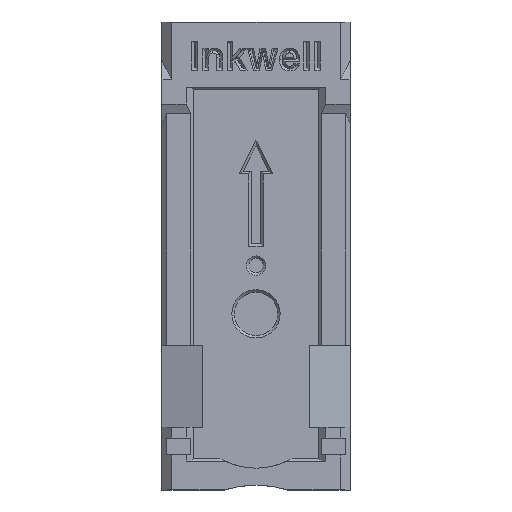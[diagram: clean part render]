
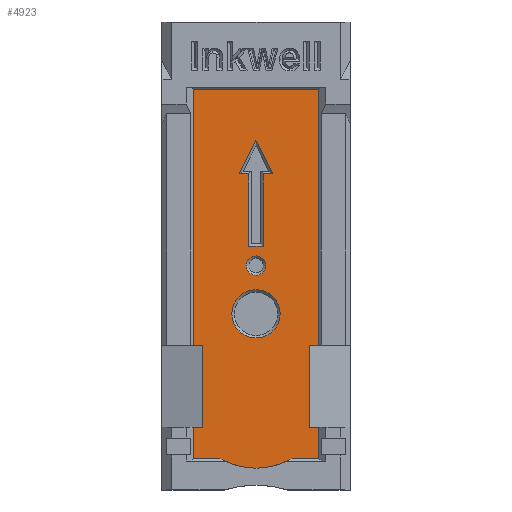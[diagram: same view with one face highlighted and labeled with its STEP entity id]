
A CAD part, top view. The second image highlights one B-rep face of the part: STEP entity #4923.
In plain terms, the highlighted planar face has unit normal (0, 0, 1).
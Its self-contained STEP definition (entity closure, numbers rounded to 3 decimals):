
#93=CIRCLE('',#5182,5.);
#95=CIRCLE('',#5186,2.);
#99=CIRCLE('',#5223,15.);
#140=FACE_BOUND('',#620,.T.);
#141=FACE_BOUND('',#621,.T.);
#142=FACE_BOUND('',#622,.T.);
#320=FACE_OUTER_BOUND('',#619,.T.);
#619=EDGE_LOOP('',(#3523,#3524,#3525,#3526,#3527,#3528,#3529,#3530,#3531,
#3532,#3533,#3534,#3535,#3536));
#620=EDGE_LOOP('',(#3537));
#621=EDGE_LOOP('',(#3538));
#622=EDGE_LOOP('',(#3539,#3540,#3541,#3542,#3543,#3544,#3545));
#985=LINE('',#6939,#1550);
#989=LINE('',#6946,#1554);
#992=LINE('',#6952,#1557);
#993=LINE('',#6955,#1558);
#996=LINE('',#6961,#1561);
#999=LINE('',#6967,#1564);
#1002=LINE('',#6972,#1567);
#1048=LINE('',#7071,#1613);
#1052=LINE('',#7078,#1617);
#1056=LINE('',#7085,#1621);
#1061=LINE('',#7095,#1626);
#1066=LINE('',#7104,#1631);
#1070=LINE('',#7113,#1635);
#1074=LINE('',#7120,#1639);
#1082=LINE('',#7136,#1647);
#1083=LINE('',#7140,#1648);
#1084=LINE('',#7141,#1649);
#1085=LINE('',#7143,#1650);
#1086=LINE('',#7145,#1651);
#1087=LINE('',#7146,#1652);
#1550=VECTOR('',#5600,10.);
#1554=VECTOR('',#5606,10.);
#1557=VECTOR('',#5611,10.);
#1558=VECTOR('',#5614,10.);
#1561=VECTOR('',#5619,10.);
#1564=VECTOR('',#5624,10.);
#1567=VECTOR('',#5629,10.);
#1613=VECTOR('',#5707,10.);
#1617=VECTOR('',#5713,10.);
#1621=VECTOR('',#5719,10.);
#1626=VECTOR('',#5726,10.);
#1631=VECTOR('',#5733,10.);
#1635=VECTOR('',#5739,10.);
#1639=VECTOR('',#5747,10.);
#1647=VECTOR('',#5763,10.);
#1648=VECTOR('',#5766,10.);
#1649=VECTOR('',#5767,10.);
#1650=VECTOR('',#5768,10.);
#1651=VECTOR('',#5769,10.);
#1652=VECTOR('',#5770,10.);
#2124=VERTEX_POINT('',#6919);
#2126=VERTEX_POINT('',#6926);
#2130=VERTEX_POINT('',#6936);
#2131=VERTEX_POINT('',#6938);
#2133=VERTEX_POINT('',#6944);
#2135=VERTEX_POINT('',#6950);
#2136=VERTEX_POINT('',#6954);
#2138=VERTEX_POINT('',#6960);
#2140=VERTEX_POINT('',#6966);
#2177=VERTEX_POINT('',#7068);
#2178=VERTEX_POINT('',#7070);
#2180=VERTEX_POINT('',#7076);
#2182=VERTEX_POINT('',#7083);
#2185=VERTEX_POINT('',#7092);
#2186=VERTEX_POINT('',#7094);
#2189=VERTEX_POINT('',#7102);
#2193=VERTEX_POINT('',#7111);
#2194=VERTEX_POINT('',#7118);
#2198=VERTEX_POINT('',#7135);
#2199=VERTEX_POINT('',#7137);
#2200=VERTEX_POINT('',#7139);
#2201=VERTEX_POINT('',#7142);
#2202=VERTEX_POINT('',#7144);
#2596=EDGE_CURVE('',#2124,#2124,#93,.T.);
#2599=EDGE_CURVE('',#2126,#2126,#95,.T.);
#2604=EDGE_CURVE('',#2131,#2130,#985,.T.);
#2608=EDGE_CURVE('',#2130,#2133,#989,.T.);
#2611=EDGE_CURVE('',#2133,#2135,#992,.T.);
#2612=EDGE_CURVE('',#2135,#2136,#993,.T.);
#2615=EDGE_CURVE('',#2136,#2138,#996,.T.);
#2618=EDGE_CURVE('',#2138,#2140,#999,.T.);
#2621=EDGE_CURVE('',#2140,#2131,#1002,.T.);
#2670=EDGE_CURVE('',#2178,#2177,#1048,.T.);
#2674=EDGE_CURVE('',#2177,#2180,#1052,.T.);
#2678=EDGE_CURVE('',#2180,#2182,#1056,.T.);
#2683=EDGE_CURVE('',#2186,#2185,#1061,.T.);
#2688=EDGE_CURVE('',#2185,#2189,#1066,.T.);
#2692=EDGE_CURVE('',#2189,#2193,#1070,.T.);
#2696=EDGE_CURVE('',#2182,#2194,#1074,.T.);
#2704=EDGE_CURVE('',#2194,#2198,#1082,.T.);
#2705=EDGE_CURVE('',#2199,#2198,#99,.T.);
#2706=EDGE_CURVE('',#2199,#2200,#1083,.T.);
#2707=EDGE_CURVE('',#2200,#2186,#1084,.T.);
#2708=EDGE_CURVE('',#2193,#2201,#1085,.T.);
#2709=EDGE_CURVE('',#2202,#2201,#1086,.T.);
#2710=EDGE_CURVE('',#2202,#2178,#1087,.T.);
#3523=ORIENTED_EDGE('',*,*,#2670,.T.);
#3524=ORIENTED_EDGE('',*,*,#2674,.T.);
#3525=ORIENTED_EDGE('',*,*,#2678,.T.);
#3526=ORIENTED_EDGE('',*,*,#2696,.T.);
#3527=ORIENTED_EDGE('',*,*,#2704,.T.);
#3528=ORIENTED_EDGE('',*,*,#2705,.F.);
#3529=ORIENTED_EDGE('',*,*,#2706,.T.);
#3530=ORIENTED_EDGE('',*,*,#2707,.T.);
#3531=ORIENTED_EDGE('',*,*,#2683,.T.);
#3532=ORIENTED_EDGE('',*,*,#2688,.T.);
#3533=ORIENTED_EDGE('',*,*,#2692,.T.);
#3534=ORIENTED_EDGE('',*,*,#2708,.T.);
#3535=ORIENTED_EDGE('',*,*,#2709,.F.);
#3536=ORIENTED_EDGE('',*,*,#2710,.T.);
#3537=ORIENTED_EDGE('',*,*,#2596,.T.);
#3538=ORIENTED_EDGE('',*,*,#2599,.T.);
#3539=ORIENTED_EDGE('',*,*,#2611,.T.);
#3540=ORIENTED_EDGE('',*,*,#2612,.T.);
#3541=ORIENTED_EDGE('',*,*,#2615,.T.);
#3542=ORIENTED_EDGE('',*,*,#2618,.T.);
#3543=ORIENTED_EDGE('',*,*,#2621,.T.);
#3544=ORIENTED_EDGE('',*,*,#2604,.T.);
#3545=ORIENTED_EDGE('',*,*,#2608,.T.);
#4705=PLANE('',#5222);
#4923=ADVANCED_FACE('',(#320,#140,#141,#142),#4705,.T.);
#5182=AXIS2_PLACEMENT_3D('',#6920,#5580,#5581);
#5186=AXIS2_PLACEMENT_3D('',#6927,#5589,#5590);
#5222=AXIS2_PLACEMENT_3D('',#7134,#5761,#5762);
#5223=AXIS2_PLACEMENT_3D('',#7138,#5764,#5765);
#5580=DIRECTION('center_axis',(0.,0.,-1.));
#5581=DIRECTION('ref_axis',(-1.,0.,0.));
#5589=DIRECTION('center_axis',(0.,0.,-1.));
#5590=DIRECTION('ref_axis',(-1.,0.,0.));
#5600=DIRECTION('',(0.447,-0.894,0.));
#5606=DIRECTION('',(-1.,0.,0.));
#5611=DIRECTION('',(0.,-1.,0.));
#5614=DIRECTION('',(-1.,0.,0.));
#5619=DIRECTION('',(0.,1.,0.));
#5624=DIRECTION('',(-1.,0.,0.));
#5629=DIRECTION('',(0.447,0.894,0.));
#5707=DIRECTION('',(1.,0.,0.));
#5713=DIRECTION('',(0.,-1.,0.));
#5719=DIRECTION('',(-1.,0.,0.));
#5726=DIRECTION('',(-1.,0.,0.));
#5733=DIRECTION('',(0.,1.,0.));
#5739=DIRECTION('',(1.,0.,0.));
#5747=DIRECTION('',(0.,-1.,0.));
#5761=DIRECTION('center_axis',(0.,0.,1.));
#5762=DIRECTION('ref_axis',(-1.,0.,0.));
#5763=DIRECTION('',(1.,0.,0.));
#5764=DIRECTION('center_axis',(0.,0.,-1.));
#5765=DIRECTION('ref_axis',(-1.,0.,0.));
#5766=DIRECTION('',(1.,0.,0.));
#5767=DIRECTION('',(0.,1.,0.));
#5768=DIRECTION('',(0.,1.,0.));
#5769=DIRECTION('',(1.,0.,0.));
#5770=DIRECTION('',(0.,-1.,0.));
#6919=CARTESIAN_POINT('',(5.,-73.497,13.252));
#6920=CARTESIAN_POINT('Origin',(0.,-73.497,
13.252));
#6926=CARTESIAN_POINT('',(2.,-63.497,13.252));
#6927=CARTESIAN_POINT('Origin',(0.,-63.497,
13.252));
#6936=CARTESIAN_POINT('',(3.5,-44.497,13.252));
#6938=CARTESIAN_POINT('',(0.,-37.497,13.252));
#6939=CARTESIAN_POINT('',(13.183,-63.862,13.252));
#6944=CARTESIAN_POINT('',(1.5,-44.497,13.252));
#6946=CARTESIAN_POINT('',(-6.11,-44.497,13.252));
#6950=CARTESIAN_POINT('',(1.5,-59.497,13.252));
#6952=CARTESIAN_POINT('',(1.5,-77.884,13.252));
#6954=CARTESIAN_POINT('',(-1.5,-59.497,13.252));
#6955=CARTESIAN_POINT('',(-7.11,-59.497,13.252));
#6960=CARTESIAN_POINT('',(-1.5,-44.497,13.252));
#6961=CARTESIAN_POINT('',(-1.5,-85.384,13.252));
#6966=CARTESIAN_POINT('',(-3.5,-44.497,13.252));
#6967=CARTESIAN_POINT('',(-8.61,-44.497,13.252));
#6972=CARTESIAN_POINT('',(-18.077,-73.65,13.252));
#7068=CARTESIAN_POINT('',(-11.,-80.,13.252));
#7070=CARTESIAN_POINT('',(-13.,-80.,13.252));
#7071=CARTESIAN_POINT('',(-15.485,-80.,13.252));
#7076=CARTESIAN_POINT('',(-11.,-97.,13.252));
#7078=CARTESIAN_POINT('',(-11.,-95.635,13.252));
#7083=CARTESIAN_POINT('',(-13.,-97.,13.252));
#7085=CARTESIAN_POINT('',(-15.485,-97.,13.252));
#7092=CARTESIAN_POINT('',(11.,-97.,13.252));
#7094=CARTESIAN_POINT('',(13.,-97.,13.252));
#7095=CARTESIAN_POINT('',(-0.235,-97.,13.252));
#7102=CARTESIAN_POINT('',(11.,-80.,13.252));
#7104=CARTESIAN_POINT('',(11.,-95.635,13.252));
#7111=CARTESIAN_POINT('',(13.,-80.,13.252));
#7113=CARTESIAN_POINT('',(-0.235,-80.,13.252));
#7118=CARTESIAN_POINT('',(-13.,-103.5,13.252));
#7120=CARTESIAN_POINT('',(-13.,-27.,13.252));
#7134=CARTESIAN_POINT('Origin',(-15.72,-111.27,13.252));
#7135=CARTESIAN_POINT('',(-7.483,-103.5,13.252));
#7136=CARTESIAN_POINT('',(-13.,-103.5,13.252));
#7137=CARTESIAN_POINT('',(7.483,-103.5,13.252));
#7138=CARTESIAN_POINT('Origin',(0.,-90.5,13.252));
#7139=CARTESIAN_POINT('',(13.,-103.5,13.252));
#7140=CARTESIAN_POINT('',(-13.,-103.5,13.252));
#7141=CARTESIAN_POINT('',(13.,-103.5,13.252));
#7142=CARTESIAN_POINT('',(13.,-27.,13.252));
#7143=CARTESIAN_POINT('',(13.,-103.5,13.252));
#7144=CARTESIAN_POINT('',(-13.,-27.,13.252));
#7145=CARTESIAN_POINT('',(-13.,-27.,13.252));
#7146=CARTESIAN_POINT('',(-13.,-27.,13.252));
